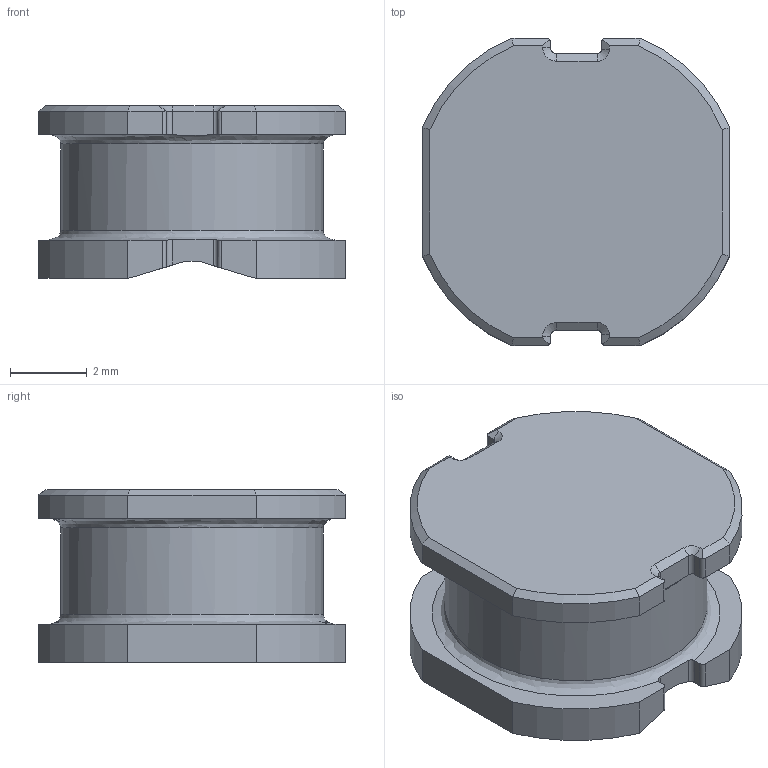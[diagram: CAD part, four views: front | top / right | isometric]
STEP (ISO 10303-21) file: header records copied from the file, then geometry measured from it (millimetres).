
FILE_DESCRIPTION(/* description */ (''),/* implementation_level */ '2;1');
FILE_NAME(/* name */ '8X8MM_INDUCTOR_ipt_72b7cfea.STEP',/* time_stamp */ '2022-06-02T14:50:03+03:00',/* author */ ('Sulieman DAHER'),/* organization */ (''),/* preprocessor_version */ 'ST-DEVELOPER v16.13',/* originating_system */ 'Autodesk Inventor 2018',/* authorisation */ '');
FILE_SCHEMA (('AUTOMOTIVE_DESIGN { 1 0 10303 214 3 1 1 }'));
Length unit declared in the file: millimetre
Products named in the file (1): 8X8MM_INDUCTOR
Bounding box: 8 x 8 x 4.5 mm (x, y, z)
Volume: 191 mm3; surface area: 245.7 mm2
Topology: 1 solids, 1 shells, 81 faces, 216 edges, 137 vertices
Faces by surface type: plane 46, cylinder 25, cone 8, bspline 2
Full cylindrical faces by diameter (mm): 6.825 x1
Entity records: 2957 total; most frequent: CARTESIAN_POINT 869, DIRECTION 440, ORIENTED_EDGE 428, EDGE_CURVE 214, AXIS2_PLACEMENT_3D 158, VERTEX_POINT 136, LINE 124, VECTOR 124
